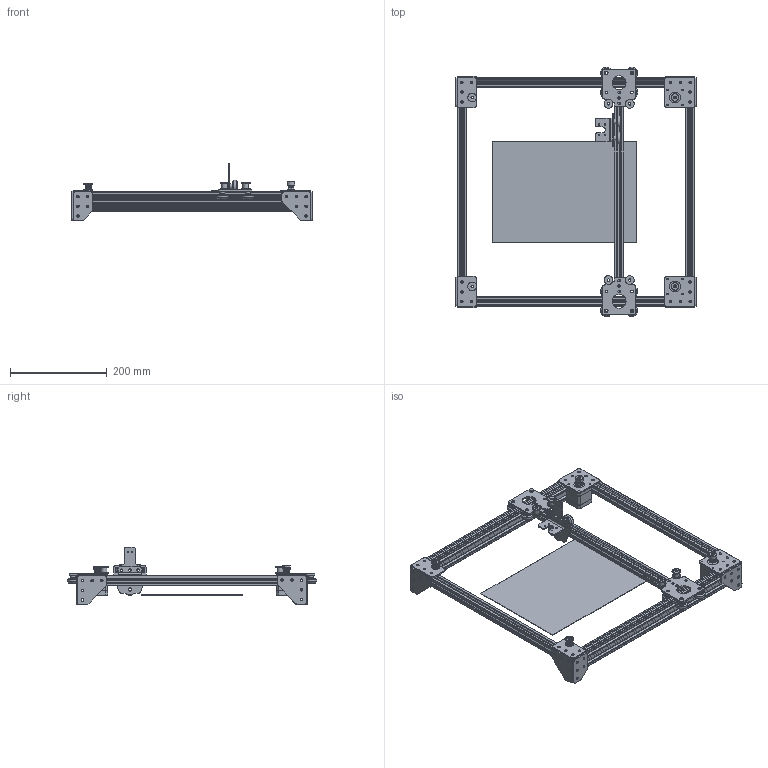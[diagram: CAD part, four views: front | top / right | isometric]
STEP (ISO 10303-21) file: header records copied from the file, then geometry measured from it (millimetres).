
FILE_DESCRIPTION(('STEP AP242'), '1');
FILE_NAME('Machine', '', ('UNSPECIFIED'), ('UNSPECIFIED'), 'C3D Converter', 'C3D Toolkit', '');
FILE_SCHEMA(('AP242_MANAGED_MODEL_BASED_3D_ENGINEERING_MIM_LF { 1 0 10303 442 1 1 4 }'));
Length unit declared in the file: millimetre
Products named in the file (23): Machine; 2020 X; NEMA17 Stepper; Part2 (20x40) Length 30 CM; Pulley Mount; Toothed Pulley 10mm; GT2 drive wheel; Motor Mount; 90 Degree Joining Plate; 90 degree joining mini_1; 90 degree joining mini; X Carriage; Part2; V-Wheel Kit reduced; Solid V-Wheel; Ball Bearing 625 2RS 5x16x5; 1mm 5mm shim; Aluminium spacer 6mm; Smooth Pulley 10mm; Z carriage_1; J head holder
Assembly tree (48 placements, depth 3):
  Machine
    2020 X
    2020 X
    NEMA17 Stepper  x2
    Part2 (20x40) Length 30 CM
    Part2 (20x40) Length 30 CM
    Pulley Mount  x2
    Toothed Pulley 10mm  x2
    GT2 drive wheel  x2
    Motor Mount  x2
    90 Degree Joining Plate  x2
    90 degree joining mini_1  x4
    90 degree joining mini  x2
    X Carriage
    Part2  x2
    V-Wheel Kit reduced  x11
      Solid V-Wheel
      Ball Bearing 625 2RS 5x16x5
      1mm 5mm shim
      Aluminium spacer 6mm
    Smooth Pulley 10mm  x4
    Z carriage_1
    J head holder
Bounding box: 497.33 x 515.48 x 119.31 mm (x, y, z)
Volume: 920156.7 mm3; surface area: 810488 mm2
Topology: 98 solids, 98 shells, 2048 faces, 5252 edges, 3560 vertices
Faces by surface type: plane 1172, cylinder 786, cone 82, torus 8
Full cylindrical faces by diameter (mm): 0.569 x2, 2 x4, 3 x12, 3.2 x10, 4.2 x3, 4.9 x8, 5 x71, 5.1 x72, 5.2 x10, 6 x8, 7 x44, 7.1 x4, 7.11 x1, 9.19 x2, 10 x33, 12.1 x4, 14 x44, 15.974 x11, 16 x26, 17.889 x4, 18 x8, 22 x2, 22.25 x2, 23.9 x11, 28.695 x2
Entity records: 44683 total; most frequent: CARTESIAN_POINT 7090, DIRECTION 5546, ORIENTED_EDGE 5370, EDGE_CURVE 2685, LINE 2020, VECTOR 2020, VERTEX_POINT 1858, AXIS2_PLACEMENT_3D 1763
